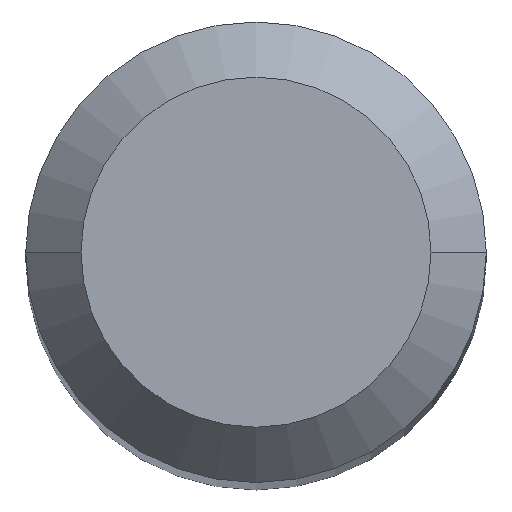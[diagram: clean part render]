
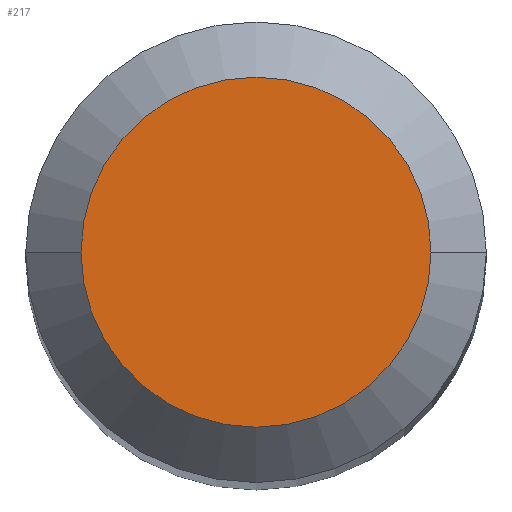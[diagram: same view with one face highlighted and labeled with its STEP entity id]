
A CAD part, top view. The second image highlights one B-rep face of the part: STEP entity #217.
In plain terms, the highlighted planar face has unit normal (0, 0, 1).
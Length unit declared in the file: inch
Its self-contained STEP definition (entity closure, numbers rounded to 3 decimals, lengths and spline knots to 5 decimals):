
#20 = CARTESIAN_POINT ( 'NONE',  ( 0., 0., 1.5 ) ) ;
#24 = DIRECTION ( 'NONE',  ( 0., 0., 1. ) ) ;
#26 = EDGE_LOOP ( 'NONE', ( #101, #121 ) ) ;
#42 = PLANE ( 'NONE',  #214 ) ;
#50 = AXIS2_PLACEMENT_3D ( 'NONE', #296, #111, #247 ) ;
#56 = VERTEX_POINT ( 'NONE', #242 ) ;
#66 = CARTESIAN_POINT ( 'NONE',  ( -0.0475, 0., 1.5 ) ) ;
#70 = DIRECTION ( 'NONE',  ( 1., 0., 0. ) ) ;
#73 = FACE_OUTER_BOUND ( 'NONE', #26, .T. ) ;
#83 = VERTEX_POINT ( 'NONE', #66 ) ;
#91 = DIRECTION ( 'NONE',  ( 0., 0., 1. ) ) ;
#97 = AXIS2_PLACEMENT_3D ( 'NONE', #20, #24, #205 ) ;
#101 = ORIENTED_EDGE ( 'NONE', *, *, #201, .T. ) ;
#111 = DIRECTION ( 'NONE',  ( 0., 0., 1. ) ) ;
#121 = ORIENTED_EDGE ( 'NONE', *, *, #291, .T. ) ;
#136 = CIRCLE ( 'NONE', #50, 0.0475 ) ;
#201 = EDGE_CURVE ( 'NONE', #83, #56, #136, .T. ) ;
#205 = DIRECTION ( 'NONE',  ( 1., 0., 0. ) ) ;
#214 = AXIS2_PLACEMENT_3D ( 'NONE', #255, #91, #70 ) ;
#217 = ADVANCED_FACE ( 'NONE', ( #73 ), #42, .T. ) ;
#242 = CARTESIAN_POINT ( 'NONE',  ( 0.0475, 0., 1.5 ) ) ;
#247 = DIRECTION ( 'NONE',  ( 1., 0., 0. ) ) ;
#251 = CIRCLE ( 'NONE', #97, 0.0475 ) ;
#255 = CARTESIAN_POINT ( 'NONE',  ( 0., 0., 1.5 ) ) ;
#291 = EDGE_CURVE ( 'NONE', #56, #83, #251, .T. ) ;
#296 = CARTESIAN_POINT ( 'NONE',  ( 0., 0., 1.5 ) ) ;
